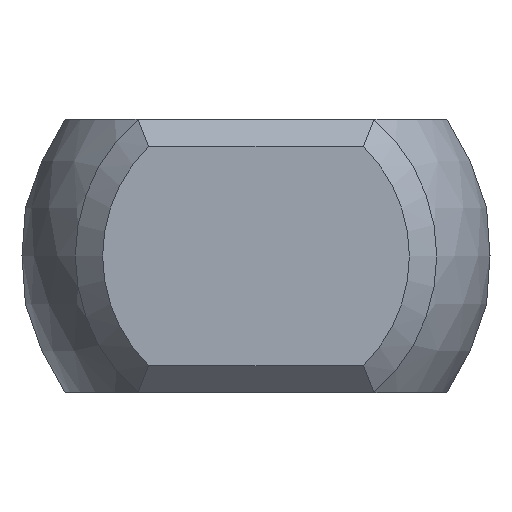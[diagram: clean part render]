
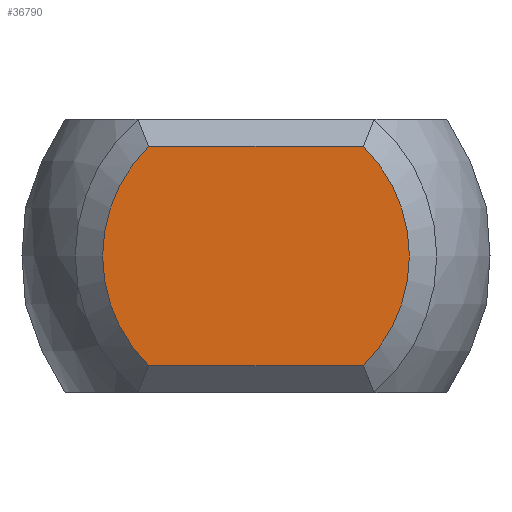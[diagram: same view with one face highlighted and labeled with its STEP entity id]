
A CAD part, left-side view. The second image highlights one B-rep face of the part: STEP entity #36790.
In plain terms, the highlighted planar face has unit normal (-1, 0, 0).
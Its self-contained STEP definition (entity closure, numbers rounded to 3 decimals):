
#33927 = PLANE('',#33928);
#33928 = AXIS2_PLACEMENT_3D('',#33929,#33930,#33931);
#33929 = CARTESIAN_POINT('',(-43.5,3.125,2.25));
#33930 = DIRECTION('',(0.707,0.,-0.707));
#33931 = DIRECTION('',(-0.707,0.,-0.707));
#36139 = EDGE_CURVE('',#36140,#36142,#36144,.T.);
#36140 = VERTEX_POINT('',#36141);
#36141 = CARTESIAN_POINT('',(-43.75,-1.96,-2.));
#36142 = VERTEX_POINT('',#36143);
#36143 = CARTESIAN_POINT('',(-43.75,-1.96,2.));
#36144 = SURFACE_CURVE('',#36145,(#36150,#36162),.PCURVE_S1.);
#36145 = CIRCLE('',#36146,2.8);
#36146 = AXIS2_PLACEMENT_3D('',#36147,#36148,#36149);
#36147 = CARTESIAN_POINT('',(-43.75,0.,0.));
#36148 = DIRECTION('',(-1.,0.,0.));
#36149 = DIRECTION('',(0.,-1.,0.));
#36150 = PCURVE('',#36151,#36156);
#36151 = CONICAL_SURFACE('',#36152,3.05,0.785);
#36152 = AXIS2_PLACEMENT_3D('',#36153,#36154,#36155);
#36153 = CARTESIAN_POINT('',(-43.5,0.,0.));
#36154 = DIRECTION('',(1.,0.,0.));
#36155 = DIRECTION('',(0.,-1.,0.));
#36156 = DEFINITIONAL_REPRESENTATION('',(#36157),#36161);
#36157 = LINE('',#36158,#36159);
#36158 = CARTESIAN_POINT('',(6.283,-0.25));
#36159 = VECTOR('',#36160,1.);
#36160 = DIRECTION('',(-1.,0.));
#36161 = ( GEOMETRIC_REPRESENTATION_CONTEXT(2) 
PARAMETRIC_REPRESENTATION_CONTEXT() REPRESENTATION_CONTEXT('2D SPACE',''
  ) );
#36162 = PCURVE('',#36163,#36168);
#36163 = PLANE('',#36164);
#36164 = AXIS2_PLACEMENT_3D('',#36165,#36166,#36167);
#36165 = CARTESIAN_POINT('',(-43.75,0.,0.));
#36166 = DIRECTION('',(1.,0.,0.));
#36167 = DIRECTION('',(0.,0.,-1.));
#36168 = DEFINITIONAL_REPRESENTATION('',(#36169),#36177);
#36169 = ( BOUNDED_CURVE() B_SPLINE_CURVE(2,(#36170,#36171,#36172,#36173
    ,#36174,#36175,#36176),.UNSPECIFIED.,.T.,.F.) 
B_SPLINE_CURVE_WITH_KNOTS((1,2,2,2,2,1),(-2.094,0.,
    2.094,4.189,6.283,8.378),
.UNSPECIFIED.) CURVE() GEOMETRIC_REPRESENTATION_ITEM() 
RATIONAL_B_SPLINE_CURVE((1.,0.5,1.,0.5,1.,0.5,1.)) REPRESENTATION_ITEM(
  '') );
#36170 = CARTESIAN_POINT('',(0.,-2.8));
#36171 = CARTESIAN_POINT('',(-4.85,-2.8));
#36172 = CARTESIAN_POINT('',(-2.425,1.4));
#36173 = CARTESIAN_POINT('',(0.,5.6));
#36174 = CARTESIAN_POINT('',(2.425,1.4));
#36175 = CARTESIAN_POINT('',(4.85,-2.8));
#36176 = CARTESIAN_POINT('',(0.,-2.8));
#36177 = ( GEOMETRIC_REPRESENTATION_CONTEXT(2) 
PARAMETRIC_REPRESENTATION_CONTEXT() REPRESENTATION_CONTEXT('2D SPACE',''
  ) );
#36195 = PLANE('',#36196);
#36196 = AXIS2_PLACEMENT_3D('',#36197,#36198,#36199);
#36197 = CARTESIAN_POINT('',(-43.5,-3.125,-2.25));
#36198 = DIRECTION('',(0.707,0.,0.707)
  );
#36199 = DIRECTION('',(0.707,0.,-0.707));
#36255 = EDGE_CURVE('',#36142,#36256,#36258,.T.);
#36256 = VERTEX_POINT('',#36257);
#36257 = CARTESIAN_POINT('',(-43.75,1.96,2.));
#36258 = SURFACE_CURVE('',#36259,(#36263,#36270),.PCURVE_S1.);
#36259 = LINE('',#36260,#36261);
#36260 = CARTESIAN_POINT('',(-43.75,3.125,2.));
#36261 = VECTOR('',#36262,1.);
#36262 = DIRECTION('',(0.,1.,0.));
#36263 = PCURVE('',#33927,#36264);
#36264 = DEFINITIONAL_REPRESENTATION('',(#36265),#36269);
#36265 = LINE('',#36266,#36267);
#36266 = CARTESIAN_POINT('',(0.354,0.));
#36267 = VECTOR('',#36268,1.);
#36268 = DIRECTION('',(0.,1.));
#36269 = ( GEOMETRIC_REPRESENTATION_CONTEXT(2) 
PARAMETRIC_REPRESENTATION_CONTEXT() REPRESENTATION_CONTEXT('2D SPACE',''
  ) );
#36270 = PCURVE('',#36163,#36271);
#36271 = DEFINITIONAL_REPRESENTATION('',(#36272),#36276);
#36272 = LINE('',#36273,#36274);
#36273 = CARTESIAN_POINT('',(-2.,3.125));
#36274 = VECTOR('',#36275,1.);
#36275 = DIRECTION('',(0.,1.));
#36276 = ( GEOMETRIC_REPRESENTATION_CONTEXT(2) 
PARAMETRIC_REPRESENTATION_CONTEXT() REPRESENTATION_CONTEXT('2D SPACE',''
  ) );
#36296 = CONICAL_SURFACE('',#36297,3.05,0.785);
#36297 = AXIS2_PLACEMENT_3D('',#36298,#36299,#36300);
#36298 = CARTESIAN_POINT('',(-43.5,0.,0.));
#36299 = DIRECTION('',(1.,0.,0.));
#36300 = DIRECTION('',(-0.,1.,0.));
#36310 = EDGE_CURVE('',#36256,#36311,#36313,.T.);
#36311 = VERTEX_POINT('',#36312);
#36312 = CARTESIAN_POINT('',(-43.75,1.96,-2.));
#36313 = SURFACE_CURVE('',#36314,(#36319,#36326),.PCURVE_S1.);
#36314 = CIRCLE('',#36315,2.8);
#36315 = AXIS2_PLACEMENT_3D('',#36316,#36317,#36318);
#36316 = CARTESIAN_POINT('',(-43.75,0.,0.));
#36317 = DIRECTION('',(-1.,0.,0.));
#36318 = DIRECTION('',(0.,1.,0.));
#36319 = PCURVE('',#36296,#36320);
#36320 = DEFINITIONAL_REPRESENTATION('',(#36321),#36325);
#36321 = LINE('',#36322,#36323);
#36322 = CARTESIAN_POINT('',(6.283,-0.25));
#36323 = VECTOR('',#36324,1.);
#36324 = DIRECTION('',(-1.,0.));
#36325 = ( GEOMETRIC_REPRESENTATION_CONTEXT(2) 
PARAMETRIC_REPRESENTATION_CONTEXT() REPRESENTATION_CONTEXT('2D SPACE',''
  ) );
#36326 = PCURVE('',#36163,#36327);
#36327 = DEFINITIONAL_REPRESENTATION('',(#36328),#36336);
#36328 = ( BOUNDED_CURVE() B_SPLINE_CURVE(2,(#36329,#36330,#36331,#36332
    ,#36333,#36334,#36335),.UNSPECIFIED.,.T.,.F.) 
B_SPLINE_CURVE_WITH_KNOTS((1,2,2,2,2,1),(-2.094,0.,
    2.094,4.189,6.283,8.378),
.UNSPECIFIED.) CURVE() GEOMETRIC_REPRESENTATION_ITEM() 
RATIONAL_B_SPLINE_CURVE((1.,0.5,1.,0.5,1.,0.5,1.)) REPRESENTATION_ITEM(
  '') );
#36329 = CARTESIAN_POINT('',(0.,2.8));
#36330 = CARTESIAN_POINT('',(4.85,2.8));
#36331 = CARTESIAN_POINT('',(2.425,-1.4));
#36332 = CARTESIAN_POINT('',(0.,-5.6));
#36333 = CARTESIAN_POINT('',(-2.425,-1.4));
#36334 = CARTESIAN_POINT('',(-4.85,2.8));
#36335 = CARTESIAN_POINT('',(0.,2.8));
#36336 = ( GEOMETRIC_REPRESENTATION_CONTEXT(2) 
PARAMETRIC_REPRESENTATION_CONTEXT() REPRESENTATION_CONTEXT('2D SPACE',''
  ) );
#36410 = EDGE_CURVE('',#36311,#36140,#36411,.T.);
#36411 = SURFACE_CURVE('',#36412,(#36416,#36423),.PCURVE_S1.);
#36412 = LINE('',#36413,#36414);
#36413 = CARTESIAN_POINT('',(-43.75,-3.125,-2.));
#36414 = VECTOR('',#36415,1.);
#36415 = DIRECTION('',(0.,-1.,0.));
#36416 = PCURVE('',#36195,#36417);
#36417 = DEFINITIONAL_REPRESENTATION('',(#36418),#36422);
#36418 = LINE('',#36419,#36420);
#36419 = CARTESIAN_POINT('',(-0.354,0.));
#36420 = VECTOR('',#36421,1.);
#36421 = DIRECTION('',(0.,-1.));
#36422 = ( GEOMETRIC_REPRESENTATION_CONTEXT(2) 
PARAMETRIC_REPRESENTATION_CONTEXT() REPRESENTATION_CONTEXT('2D SPACE',''
  ) );
#36423 = PCURVE('',#36163,#36424);
#36424 = DEFINITIONAL_REPRESENTATION('',(#36425),#36429);
#36425 = LINE('',#36426,#36427);
#36426 = CARTESIAN_POINT('',(2.,-3.125));
#36427 = VECTOR('',#36428,1.);
#36428 = DIRECTION('',(0.,-1.));
#36429 = ( GEOMETRIC_REPRESENTATION_CONTEXT(2) 
PARAMETRIC_REPRESENTATION_CONTEXT() REPRESENTATION_CONTEXT('2D SPACE',''
  ) );
#36790 = ADVANCED_FACE('',(#36791),#36163,.F.);
#36791 = FACE_BOUND('',#36792,.T.);
#36792 = EDGE_LOOP('',(#36793,#36794,#36795,#36796));
#36793 = ORIENTED_EDGE('',*,*,#36139,.T.);
#36794 = ORIENTED_EDGE('',*,*,#36255,.T.);
#36795 = ORIENTED_EDGE('',*,*,#36310,.T.);
#36796 = ORIENTED_EDGE('',*,*,#36410,.T.);
